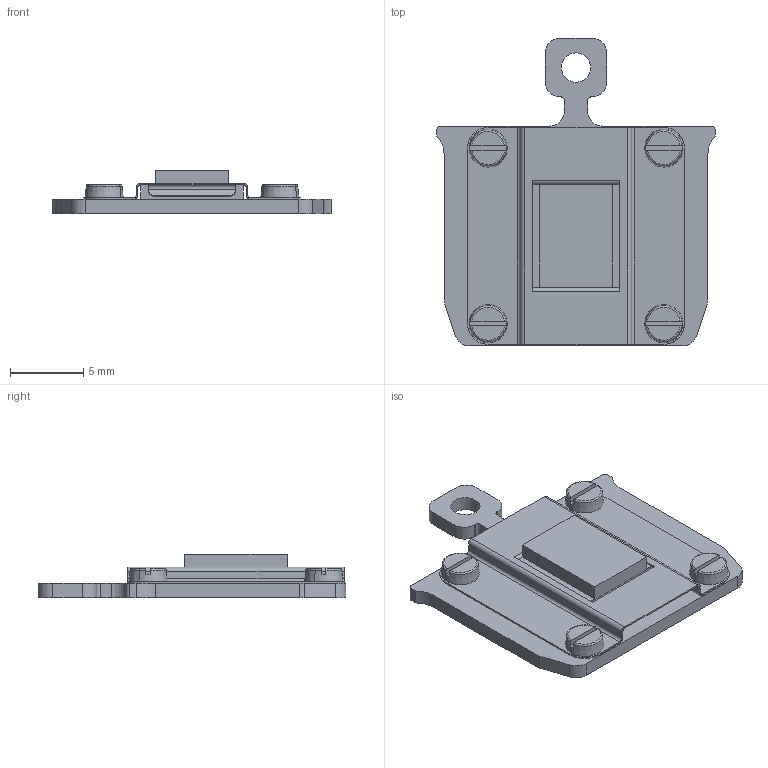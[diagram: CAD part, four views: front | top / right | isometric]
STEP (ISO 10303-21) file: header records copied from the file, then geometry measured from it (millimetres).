
FILE_DESCRIPTION(('CATIA V5 STEP Exchange'),'2;1');
FILE_NAME('SHOMTCHR.stp','2019-02-05T13:24:05+00:00',('none'),('none'),'CATIA Version 5 Release 20 SP 7 (IN-10)','CATIA V5 STEP AP214','none');
FILE_SCHEMA(('AUTOMOTIVE_DESIGN { 1 0 10303 214 1 1 1 1 }'));
Length unit declared in the file: millimetre
Products named in the file (5): SHOMTCHR; 23859; 23863; 41561; 18401401
Assembly tree (7 placements, depth 2):
  SHOMTCHR
    23859
    23863
    41561
    18401401  x4
Bounding box: 19 x 21 x 3 mm (x, y, z)
Volume: 406.4 mm3; surface area: 1312.8 mm2
Topology: 7 solids, 7 shells, 222 faces, 528 edges, 324 vertices
Faces by surface type: plane 102, cylinder 72, cone 24, torus 24
Entity records: 4525 total; most frequent: CARTESIAN_POINT 854, ORIENTED_EDGE 756, DIRECTION 655, EDGE_CURVE 378, AXIS2_PLACEMENT_3D 278, VERTEX_POINT 234, VECTOR 230, LINE 230
